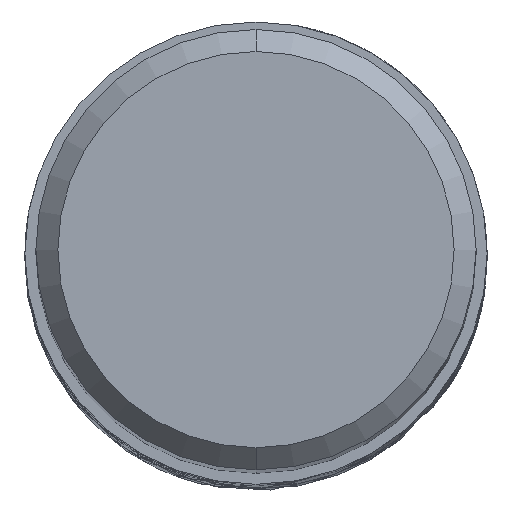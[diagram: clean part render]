
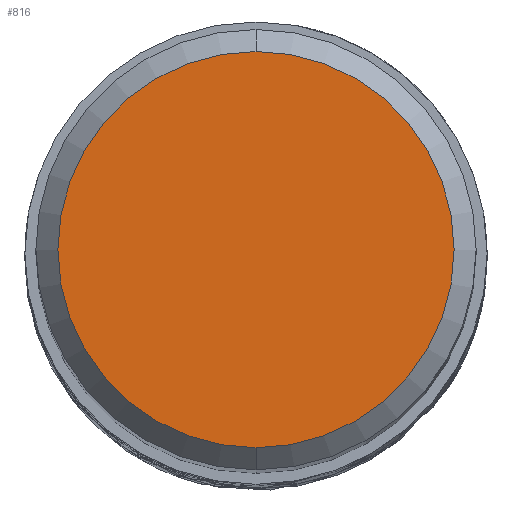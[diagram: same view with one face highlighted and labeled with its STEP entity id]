
A CAD part, top view. The second image highlights one B-rep face of the part: STEP entity #816.
In plain terms, the highlighted planar face has unit normal (0, 0, 1).
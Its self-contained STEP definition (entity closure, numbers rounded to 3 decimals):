
#406=EDGE_CURVE('',#658,#844,#1004,.T.);
#658=VERTEX_POINT('',#1281);
#734=EDGE_CURVE('',#844,#658,#1360,.T.);
#816=ADVANCED_FACE('',(#1451),#1452,.T.);
#844=VERTEX_POINT('',#1483);
#1004=CIRCLE('',#2065,5.4);
#1281=CARTESIAN_POINT('',(0.0,5.4,0.0));
#1360=CIRCLE('',#8363,5.4);
#1451=FACE_OUTER_BOUND('',#8657,.T.);
#1452=PLANE('',#8658);
#1483=CARTESIAN_POINT('',(0.,-5.4,0.0));
#2065=AXIS2_PLACEMENT_3D('',#9153,#9154,#9155);
#8363=AXIS2_PLACEMENT_3D('',#9494,#9495,#9496);
#8657=EDGE_LOOP('',(#9613,#9614));
#8658=AXIS2_PLACEMENT_3D('',#9615,#9616,#9617);
#9153=CARTESIAN_POINT('',(0.0,0.0,0.0));
#9154=DIRECTION('',(0.0,0.0,-1.0));
#9155=DIRECTION('',(0.0,1.0,0.0));
#9494=CARTESIAN_POINT('',(0.0,0.0,0.0));
#9495=DIRECTION('',(0.0,0.0,-1.0));
#9496=DIRECTION('',(0.0,1.0,0.0));
#9613=ORIENTED_EDGE('',*,*,#406,.F.);
#9614=ORIENTED_EDGE('',*,*,#734,.F.);
#9615=CARTESIAN_POINT('',(0.0,2.7,0.0));
#9616=DIRECTION('',(-0.0,0.0,1.0));
#9617=DIRECTION('',(0.0,-1.0,0.0));
